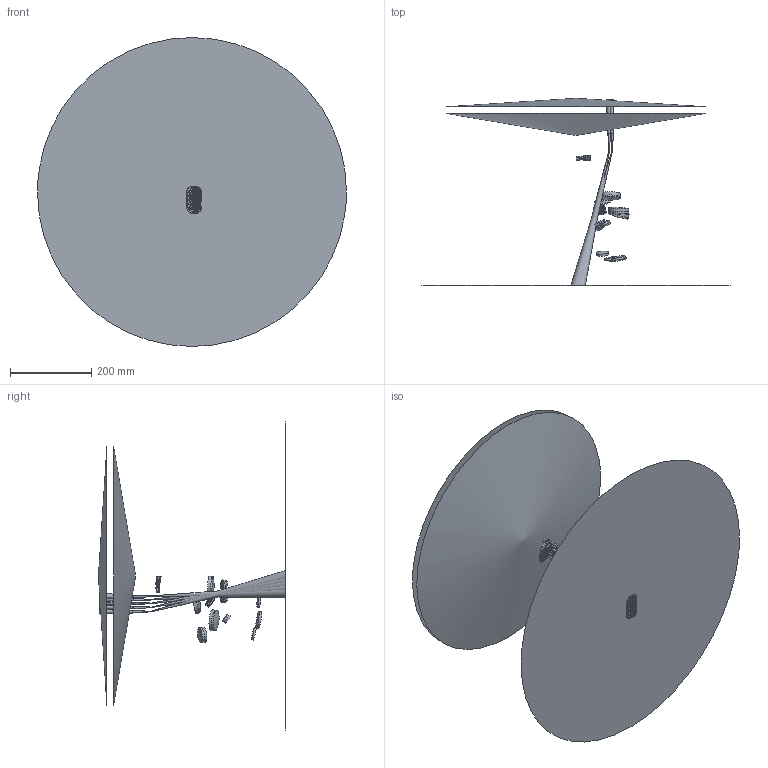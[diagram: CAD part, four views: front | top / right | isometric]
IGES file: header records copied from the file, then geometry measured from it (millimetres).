
Global section: file name: model1-ray1.IGS; native system: HarmonyWare Translators; preprocessor: HarmonyWare IGES v1.4.8; date: 20060103.175254; units: millimetre
Bounding box: 762 x 461.44 x 762 mm (x, y, z)
Volume: 836399.6 mm3; surface area: 1343709.4 mm2
Topology: 47 solids, 3458 shells, 13558 faces, 33430 edges, 18030 vertices
Faces by surface type: bspline 13558
